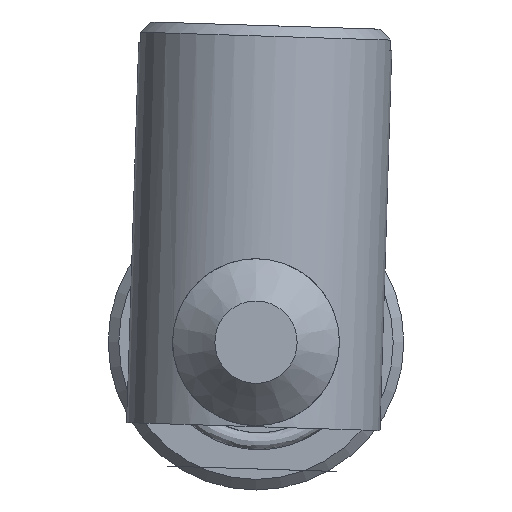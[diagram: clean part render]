
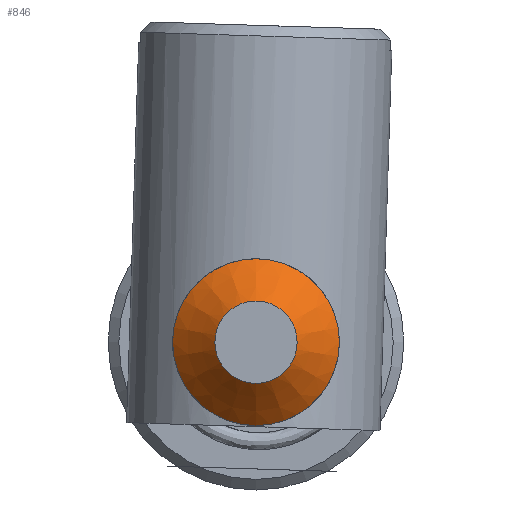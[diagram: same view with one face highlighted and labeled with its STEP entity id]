
A CAD part, front view. The second image highlights one B-rep face of the part: STEP entity #846.
In plain terms, the highlighted conical face has half-angle 45 degrees and reference radius 3.95 mm.
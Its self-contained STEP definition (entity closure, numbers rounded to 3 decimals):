
#98=FACE_OUTER_BOUND('',#147,.T.);
#147=EDGE_LOOP('',(#621,#622,#623,#624,#625,#626));
#203=LINE('',#1310,#264);
#264=VECTOR('',#1071,3.95);
#338=CIRCLE('',#938,3.95);
#339=CIRCLE('',#939,3.95);
#340=CIRCLE('',#940,1.95);
#341=CIRCLE('',#941,1.95);
#383=VERTEX_POINT('',#1305);
#384=VERTEX_POINT('',#1306);
#385=VERTEX_POINT('',#1309);
#386=VERTEX_POINT('',#1311);
#478=EDGE_CURVE('',#383,#384,#338,.T.);
#479=EDGE_CURVE('',#384,#383,#339,.T.);
#480=EDGE_CURVE('',#384,#385,#203,.T.);
#481=EDGE_CURVE('',#385,#386,#340,.T.);
#482=EDGE_CURVE('',#386,#385,#341,.T.);
#621=ORIENTED_EDGE('',*,*,#478,.F.);
#622=ORIENTED_EDGE('',*,*,#479,.F.);
#623=ORIENTED_EDGE('',*,*,#480,.T.);
#624=ORIENTED_EDGE('',*,*,#481,.T.);
#625=ORIENTED_EDGE('',*,*,#482,.T.);
#626=ORIENTED_EDGE('',*,*,#480,.F.);
#832=CONICAL_SURFACE('',#937,3.95,0.785);
#846=ADVANCED_FACE('',(#98),#832,.T.);
#937=AXIS2_PLACEMENT_3D('',#1304,#1065,#1066);
#938=AXIS2_PLACEMENT_3D('',#1307,#1067,#1068);
#939=AXIS2_PLACEMENT_3D('',#1308,#1069,#1070);
#940=AXIS2_PLACEMENT_3D('',#1312,#1072,#1073);
#941=AXIS2_PLACEMENT_3D('',#1313,#1074,#1075);
#1065=DIRECTION('center_axis',(0.,1.,0.));
#1066=DIRECTION('ref_axis',(0.,0.,1.));
#1067=DIRECTION('center_axis',(0.,1.,0.));
#1068=DIRECTION('ref_axis',(0.,0.,1.));
#1069=DIRECTION('center_axis',(0.,1.,0.));
#1070=DIRECTION('ref_axis',(0.,0.,1.));
#1071=DIRECTION('',(0.,-0.707,0.707));
#1072=DIRECTION('center_axis',(0.,1.,0.));
#1073=DIRECTION('ref_axis',(0.,0.,1.));
#1074=DIRECTION('center_axis',(0.,1.,0.));
#1075=DIRECTION('ref_axis',(0.,0.,1.));
#1304=CARTESIAN_POINT('Origin',(-8.639,-5.41,14.106));
#1305=CARTESIAN_POINT('',(-8.639,-5.41,18.056));
#1306=CARTESIAN_POINT('',(-8.639,-5.41,10.156));
#1307=CARTESIAN_POINT('Origin',(-8.639,-5.41,14.106));
#1308=CARTESIAN_POINT('Origin',(-8.639,-5.41,14.106));
#1309=CARTESIAN_POINT('',(-8.639,-7.41,12.156));
#1310=CARTESIAN_POINT('',(-8.639,-5.41,10.156));
#1311=CARTESIAN_POINT('',(-8.639,-7.41,16.056));
#1312=CARTESIAN_POINT('Origin',(-8.639,-7.41,14.106));
#1313=CARTESIAN_POINT('Origin',(-8.639,-7.41,14.106));
